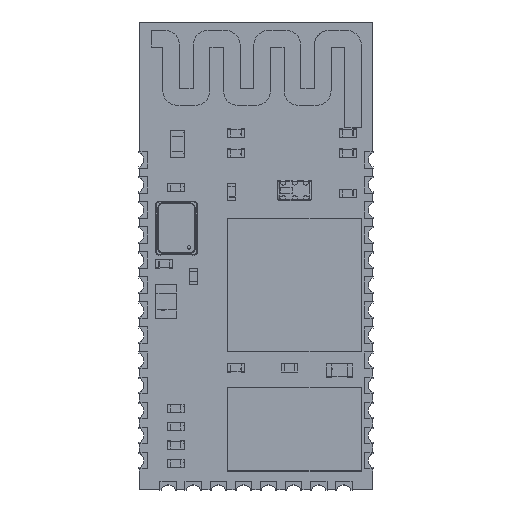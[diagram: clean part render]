
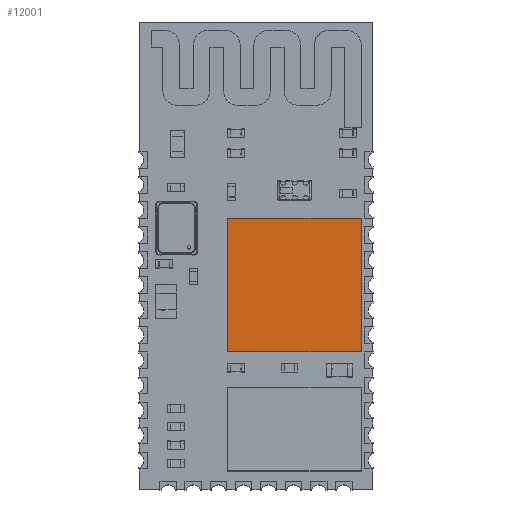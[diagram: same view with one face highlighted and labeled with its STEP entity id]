
A CAD part, top view. The second image highlights one B-rep face of the part: STEP entity #12001.
In plain terms, the highlighted planar face has unit normal (0, 0, 1).
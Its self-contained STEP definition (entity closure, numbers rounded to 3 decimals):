
#11985 = VERTEX_POINT('',#11986);
#11986 = CARTESIAN_POINT('',(13.3,-11.5,2.35));
#11988 = EDGE_CURVE('',#11985,#11993,#11989,.T.);
#11989 = LINE('',#11990,#11991);
#11990 = CARTESIAN_POINT('',(5.3,-11.5,2.35));
#11991 = VECTOR('',#11992,1.);
#11992 = DIRECTION('',(-1.,-0.,-0.));
#11993 = VERTEX_POINT('',#11994);
#11994 = CARTESIAN_POINT('',(5.3,-11.5,2.35));
#12001 = ADVANCED_FACE('',(#12007),#12002,.T.);
#12002 = PLANE('',#12003);
#12003 = AXIS2_PLACEMENT_3D('',#12004,#12005,#12006);
#12004 = CARTESIAN_POINT('',(0.,0.,2.35));
#12005 = DIRECTION('',(0.,0.,1.));
#12006 = DIRECTION('',(1.,0.,-0.));
#12007 = FACE_BOUND('',#12008,.T.);
#12008 = EDGE_LOOP('',(#12009,#12017,#12018,#12026));
#12009 = ORIENTED_EDGE('',*,*,#12010,.T.);
#12010 = EDGE_CURVE('',#12015,#11993,#12011,.F.);
#12011 = LINE('',#12012,#12013);
#12012 = CARTESIAN_POINT('',(5.3,-3.5,2.35));
#12013 = VECTOR('',#12014,1.);
#12014 = DIRECTION('',(0.,1.,-0.));
#12015 = VERTEX_POINT('',#12016);
#12016 = CARTESIAN_POINT('',(5.3,-3.5,2.35));
#12017 = ORIENTED_EDGE('',*,*,#11988,.F.);
#12018 = ORIENTED_EDGE('',*,*,#12019,.T.);
#12019 = EDGE_CURVE('',#11985,#12024,#12020,.F.);
#12020 = LINE('',#12021,#12022);
#12021 = CARTESIAN_POINT('',(13.3,-11.5,2.35));
#12022 = VECTOR('',#12023,1.);
#12023 = DIRECTION('',(-0.,-1.,-0.));
#12024 = VERTEX_POINT('',#12025);
#12025 = CARTESIAN_POINT('',(13.3,-3.5,2.35));
#12026 = ORIENTED_EDGE('',*,*,#12027,.T.);
#12027 = EDGE_CURVE('',#12024,#12015,#12028,.F.);
#12028 = LINE('',#12029,#12030);
#12029 = CARTESIAN_POINT('',(13.3,-3.5,2.35));
#12030 = VECTOR('',#12031,1.);
#12031 = DIRECTION('',(1.,0.,-0.));
